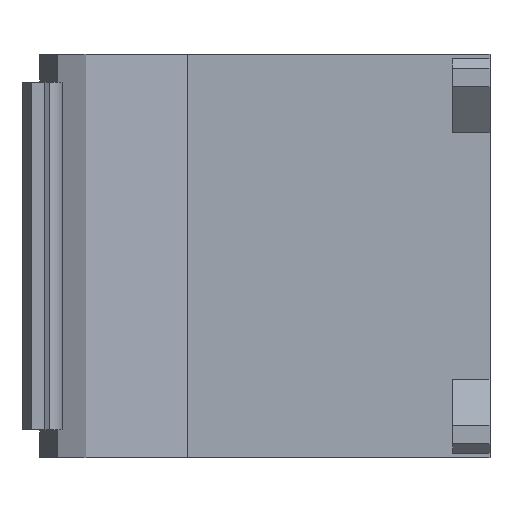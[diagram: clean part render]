
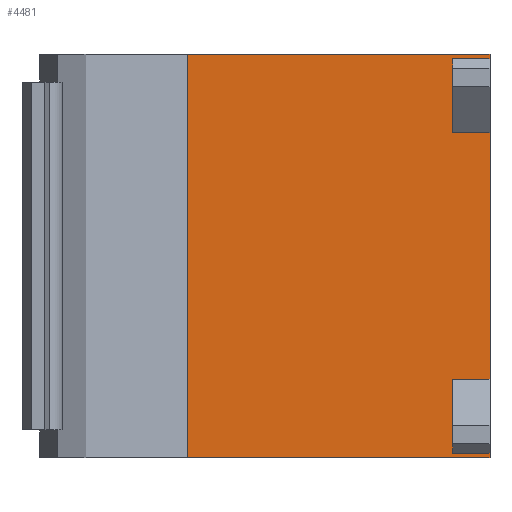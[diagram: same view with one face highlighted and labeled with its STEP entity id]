
A CAD part, left-side view. The second image highlights one B-rep face of the part: STEP entity #4481.
In plain terms, the highlighted planar face has unit normal (-1, 0, 0).
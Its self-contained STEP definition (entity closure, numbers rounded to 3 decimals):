
#42 = LINE ( 'NONE', #5642, #6872 ) ;
#218 = VECTOR ( 'NONE', #1396, 1000. ) ;
#224 = DIRECTION ( 'NONE',  ( 0., 1., 0. ) ) ;
#267 = LINE ( 'NONE', #811, #4487 ) ;
#343 = VERTEX_POINT ( 'NONE', #1224 ) ;
#514 = ORIENTED_EDGE ( 'NONE', *, *, #4181, .T. ) ;
#543 = ORIENTED_EDGE ( 'NONE', *, *, #5203, .T. ) ;
#554 = VECTOR ( 'NONE', #6698, 1000. ) ;
#555 = LINE ( 'NONE', #3996, #5664 ) ;
#811 = CARTESIAN_POINT ( 'NONE',  ( 80.02, 0., 1.5 ) ) ;
#822 = EDGE_CURVE ( 'NONE', #2395, #343, #1256, .T. ) ;
#980 = ORIENTED_EDGE ( 'NONE', *, *, #5850, .F. ) ;
#1045 = PLANE ( 'NONE',  #7620 ) ;
#1093 = CARTESIAN_POINT ( 'NONE',  ( 80.02, 0., 8.44 ) ) ;
#1184 = FACE_OUTER_BOUND ( 'NONE', #3278, .T. ) ;
#1224 = CARTESIAN_POINT ( 'NONE',  ( 80.02, 46.411, 0. ) ) ;
#1256 = LINE ( 'NONE', #8881, #8375 ) ;
#1313 = CARTESIAN_POINT ( 'NONE',  ( 80.02, 17.848, 8.44 ) ) ;
#1396 = DIRECTION ( 'NONE',  ( 0., 0., 1. ) ) ;
#1602 = LINE ( 'NONE', #1093, #8045 ) ;
#1676 = ORIENTED_EDGE ( 'NONE', *, *, #8902, .T. ) ;
#1692 = VECTOR ( 'NONE', #5228, 1000. ) ;
#2063 = ORIENTED_EDGE ( 'NONE', *, *, #6279, .T. ) ;
#2202 = DIRECTION ( 'NONE',  ( 0., 1., 0. ) ) ;
#2216 = CARTESIAN_POINT ( 'NONE',  ( 80.02, 13.848, 43.5 ) ) ;
#2395 = VERTEX_POINT ( 'NONE', #7778 ) ;
#2408 = CARTESIAN_POINT ( 'NONE',  ( 80.02, 0., 43.5 ) ) ;
#2622 = EDGE_CURVE ( 'NONE', #3236, #4522, #4581, .T. ) ;
#2665 = DIRECTION ( 'NONE',  ( 0., 1., 0. ) ) ;
#2988 = CARTESIAN_POINT ( 'NONE',  ( 80.02, 13.848, 1.5 ) ) ;
#3041 = CARTESIAN_POINT ( 'NONE',  ( 80.02, 13.848, 8.44 ) ) ;
#3123 = EDGE_CURVE ( 'NONE', #7549, #4327, #3502, .T. ) ;
#3163 = CARTESIAN_POINT ( 'NONE',  ( 80.02, 13.848, 43.5 ) ) ;
#3236 = VERTEX_POINT ( 'NONE', #2988 ) ;
#3252 = EDGE_CURVE ( 'NONE', #3723, #6021, #5099, .T. ) ;
#3278 = EDGE_LOOP ( 'NONE', ( #514, #543, #980, #5301, #2063, #4280, #6910, #3745, #5307, #8888, #5057, #1676 ) ) ;
#3286 = LINE ( 'NONE', #8926, #7315 ) ;
#3502 = LINE ( 'NONE', #8307, #3631 ) ;
#3631 = VECTOR ( 'NONE', #2665, 1000. ) ;
#3638 = EDGE_CURVE ( 'NONE', #4660, #3723, #3286, .T. ) ;
#3695 = CARTESIAN_POINT ( 'NONE',  ( 80.02, 13.848, 35.06 ) ) ;
#3723 = VERTEX_POINT ( 'NONE', #4518 ) ;
#3745 = ORIENTED_EDGE ( 'NONE', *, *, #9019, .T. ) ;
#3771 = DIRECTION ( 'NONE',  ( 0., -1., 0. ) ) ;
#3888 = LINE ( 'NONE', #2408, #6688 ) ;
#3996 = CARTESIAN_POINT ( 'NONE',  ( 80.02, 0., 0. ) ) ;
#4181 = EDGE_CURVE ( 'NONE', #5727, #4635, #42, .T. ) ;
#4255 = LINE ( 'NONE', #7115, #218 ) ;
#4280 = ORIENTED_EDGE ( 'NONE', *, *, #3252, .F. ) ;
#4327 = VERTEX_POINT ( 'NONE', #5787 ) ;
#4481 = ADVANCED_FACE ( 'NONE', ( #1184 ), #1045, .T. ) ;
#4487 = VECTOR ( 'NONE', #224, 1000. ) ;
#4500 = DIRECTION ( 'NONE',  ( 0., -1., 0. ) ) ;
#4518 = CARTESIAN_POINT ( 'NONE',  ( 80.02, 13.848, 42. ) ) ;
#4522 = VERTEX_POINT ( 'NONE', #4677 ) ;
#4581 = LINE ( 'NONE', #7397, #554 ) ;
#4635 = VERTEX_POINT ( 'NONE', #1313 ) ;
#4660 = VERTEX_POINT ( 'NONE', #2216 ) ;
#4677 = CARTESIAN_POINT ( 'NONE',  ( 80.02, 13.848, 0. ) ) ;
#4715 = DIRECTION ( 'NONE',  ( 0., 0., -1. ) ) ;
#4902 = DIRECTION ( 'NONE',  ( 0., 0., 1. ) ) ;
#5057 = ORIENTED_EDGE ( 'NONE', *, *, #2622, .F. ) ;
#5099 = LINE ( 'NONE', #8799, #7034 ) ;
#5203 = EDGE_CURVE ( 'NONE', #4635, #6776, #1602, .T. ) ;
#5228 = DIRECTION ( 'NONE',  ( 0., 0., -1. ) ) ;
#5301 = ORIENTED_EDGE ( 'NONE', *, *, #3123, .T. ) ;
#5304 = EDGE_CURVE ( 'NONE', #4522, #343, #555, .T. ) ;
#5307 = ORIENTED_EDGE ( 'NONE', *, *, #822, .T. ) ;
#5642 = CARTESIAN_POINT ( 'NONE',  ( 80.02, 17.848, 0. ) ) ;
#5664 = VECTOR ( 'NONE', #6805, 1000. ) ;
#5727 = VERTEX_POINT ( 'NONE', #8630 ) ;
#5787 = CARTESIAN_POINT ( 'NONE',  ( 80.02, 17.848, 35.06 ) ) ;
#5850 = EDGE_CURVE ( 'NONE', #7549, #6776, #7229, .T. ) ;
#6021 = VERTEX_POINT ( 'NONE', #6900 ) ;
#6061 = DIRECTION ( 'NONE',  ( -1., 0., 0. ) ) ;
#6279 = EDGE_CURVE ( 'NONE', #4327, #6021, #4255, .T. ) ;
#6688 = VECTOR ( 'NONE', #6743, 1000. ) ;
#6698 = DIRECTION ( 'NONE',  ( 0., 0., -1. ) ) ;
#6743 = DIRECTION ( 'NONE',  ( 0., 1., 0. ) ) ;
#6776 = VERTEX_POINT ( 'NONE', #3041 ) ;
#6805 = DIRECTION ( 'NONE',  ( 0., 1., 0. ) ) ;
#6872 = VECTOR ( 'NONE', #4902, 1000. ) ;
#6900 = CARTESIAN_POINT ( 'NONE',  ( 80.02, 17.848, 42. ) ) ;
#6910 = ORIENTED_EDGE ( 'NONE', *, *, #3638, .F. ) ;
#7034 = VECTOR ( 'NONE', #2202, 1000. ) ;
#7115 = CARTESIAN_POINT ( 'NONE',  ( 80.02, 17.848, 0. ) ) ;
#7229 = LINE ( 'NONE', #3163, #1692 ) ;
#7315 = VECTOR ( 'NONE', #8504, 1000. ) ;
#7397 = CARTESIAN_POINT ( 'NONE',  ( 80.02, 13.848, 43.5 ) ) ;
#7549 = VERTEX_POINT ( 'NONE', #3695 ) ;
#7620 = AXIS2_PLACEMENT_3D ( 'NONE', #8195, #6061, #4500 ) ;
#7778 = CARTESIAN_POINT ( 'NONE',  ( 80.02, 46.411, 43.5 ) ) ;
#8045 = VECTOR ( 'NONE', #3771, 1000. ) ;
#8195 = CARTESIAN_POINT ( 'NONE',  ( 80.02, 0., 43.5 ) ) ;
#8307 = CARTESIAN_POINT ( 'NONE',  ( 80.02, 0., 35.06 ) ) ;
#8375 = VECTOR ( 'NONE', #4715, 1000. ) ;
#8504 = DIRECTION ( 'NONE',  ( 0., 0., -1. ) ) ;
#8630 = CARTESIAN_POINT ( 'NONE',  ( 80.02, 17.848, 1.5 ) ) ;
#8799 = CARTESIAN_POINT ( 'NONE',  ( 80.02, 0., 42. ) ) ;
#8881 = CARTESIAN_POINT ( 'NONE',  ( 80.02, 46.411, 43.5 ) ) ;
#8888 = ORIENTED_EDGE ( 'NONE', *, *, #5304, .F. ) ;
#8902 = EDGE_CURVE ( 'NONE', #3236, #5727, #267, .T. ) ;
#8926 = CARTESIAN_POINT ( 'NONE',  ( 80.02, 13.848, 43.5 ) ) ;
#9019 = EDGE_CURVE ( 'NONE', #4660, #2395, #3888, .T. ) ;
